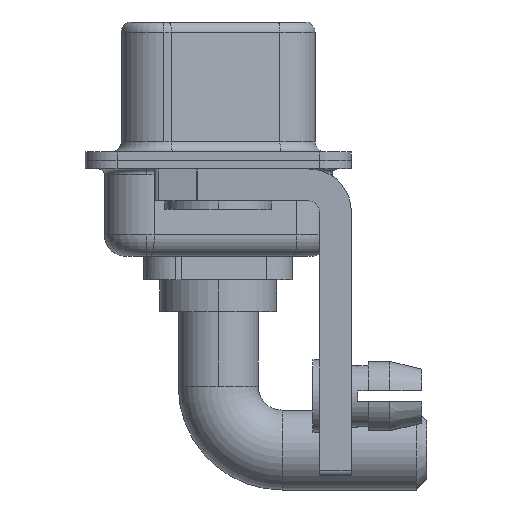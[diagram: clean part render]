
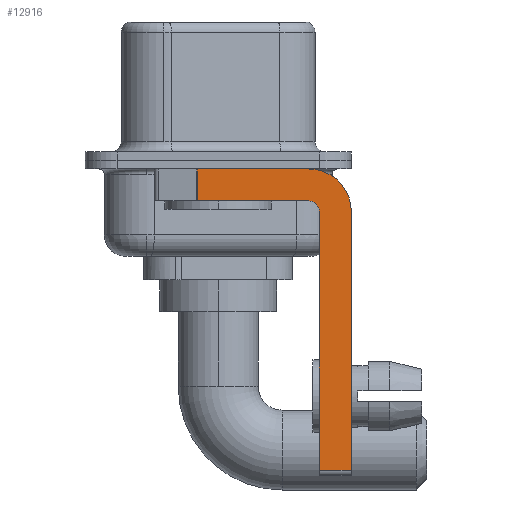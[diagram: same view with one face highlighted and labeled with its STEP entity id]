
A CAD part, left-side view. The second image highlights one B-rep face of the part: STEP entity #12916.
In plain terms, the highlighted planar face has unit normal (-1, 0, 0).
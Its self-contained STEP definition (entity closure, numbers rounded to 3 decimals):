
#176 = VERTEX_POINT ( 'NONE', #4775 ) ;
#243 = VECTOR ( 'NONE', #3644, 1000. ) ;
#321 = DIRECTION ( 'NONE',  ( -1., 0., 0. ) ) ;
#418 = ORIENTED_EDGE ( 'NONE', *, *, #10603, .F. ) ;
#516 = DIRECTION ( 'NONE',  ( 0., 0., -1. ) ) ;
#723 = ORIENTED_EDGE ( 'NONE', *, *, #7102, .F. ) ;
#894 = ORIENTED_EDGE ( 'NONE', *, *, #10810, .F. ) ;
#1622 = DIRECTION ( 'NONE',  ( 0., 1., 0. ) ) ;
#1672 = DIRECTION ( 'NONE',  ( 0., -1., 0. ) ) ;
#2200 = VECTOR ( 'NONE', #1672, 1000. ) ;
#2497 = ORIENTED_EDGE ( 'NONE', *, *, #12412, .F. ) ;
#2716 = DIRECTION ( 'NONE',  ( 0., -1., 0. ) ) ;
#2846 = VERTEX_POINT ( 'NONE', #6358 ) ;
#2877 = CARTESIAN_POINT ( 'NONE',  ( -2.9, -4.75, -14.55 ) ) ;
#3644 = DIRECTION ( 'NONE',  ( 0., 0., -1. ) ) ;
#3901 = EDGE_CURVE ( 'NONE', #15323, #7847, #7645, .T. ) ;
#3965 = ORIENTED_EDGE ( 'NONE', *, *, #8467, .F. ) ;
#4242 = CARTESIAN_POINT ( 'NONE',  ( -2.9, 3., -0.4 ) ) ;
#4329 = CARTESIAN_POINT ( 'NONE',  ( -2.9, -4.25, -1.9 ) ) ;
#4775 = CARTESIAN_POINT ( 'NONE',  ( -2.9, -4.75, -2.4 ) ) ;
#4793 = CARTESIAN_POINT ( 'NONE',  ( -2.9, -4.25, -0.4 ) ) ;
#4997 = CARTESIAN_POINT ( 'NONE',  ( -2.9, 0.978, -1.9 ) ) ;
#5386 = DIRECTION ( 'NONE',  ( 0., 0., -1. ) ) ;
#5457 = VERTEX_POINT ( 'NONE', #2877 ) ;
#5728 = LINE ( 'NONE', #14400, #2200 ) ;
#6059 = CARTESIAN_POINT ( 'NONE',  ( -2.9, -4.25, -2.4 ) ) ;
#6264 = CIRCLE ( 'NONE', #8984, 0.5 ) ;
#6358 = CARTESIAN_POINT ( 'NONE',  ( -2.9, -6.25, -2.4 ) ) ;
#6893 = ORIENTED_EDGE ( 'NONE', *, *, #7158, .T. ) ;
#6906 = ORIENTED_EDGE ( 'NONE', *, *, #7318, .F. ) ;
#7102 = EDGE_CURVE ( 'NONE', #176, #12373, #6264, .T. ) ;
#7158 = EDGE_CURVE ( 'NONE', #5457, #7376, #5728, .T. ) ;
#7318 = EDGE_CURVE ( 'NONE', #15982, #2846, #10620, .T. ) ;
#7376 = VERTEX_POINT ( 'NONE', #11486 ) ;
#7392 = VECTOR ( 'NONE', #11654, 1000. ) ;
#7582 = ORIENTED_EDGE ( 'NONE', *, *, #3901, .T. ) ;
#7645 = LINE ( 'NONE', #4997, #243 ) ;
#7781 = PLANE ( 'NONE',  #13361 ) ;
#7847 = VERTEX_POINT ( 'NONE', #11294 ) ;
#8088 = LINE ( 'NONE', #4329, #15484 ) ;
#8150 = LINE ( 'NONE', #4242, #14924 ) ;
#8214 = DIRECTION ( 'NONE',  ( 0., 0., 1. ) ) ;
#8467 = EDGE_CURVE ( 'NONE', #15323, #15982, #8150, .T. ) ;
#8971 = VECTOR ( 'NONE', #516, 1000. ) ;
#8984 = AXIS2_PLACEMENT_3D ( 'NONE', #13374, #321, #8214 ) ;
#9792 = DIRECTION ( 'NONE',  ( 1., 0., 0. ) ) ;
#9910 = LINE ( 'NONE', #15110, #8971 ) ;
#10400 = CARTESIAN_POINT ( 'NONE',  ( -2.9, -4.25, -2.4 ) ) ;
#10486 = FACE_OUTER_BOUND ( 'NONE', #16480, .T. ) ;
#10603 = EDGE_CURVE ( 'NONE', #12373, #7847, #8088, .T. ) ;
#10620 = CIRCLE ( 'NONE', #11978, 2. ) ;
#10810 = EDGE_CURVE ( 'NONE', #2846, #7376, #9910, .T. ) ;
#11294 = CARTESIAN_POINT ( 'NONE',  ( -2.9, 0.978, -1.9 ) ) ;
#11486 = CARTESIAN_POINT ( 'NONE',  ( -2.9, -6.25, -14.55 ) ) ;
#11654 = DIRECTION ( 'NONE',  ( 0., 0., 1. ) ) ;
#11831 = CARTESIAN_POINT ( 'NONE',  ( -2.9, -4.25, -1.9 ) ) ;
#11978 = AXIS2_PLACEMENT_3D ( 'NONE', #6059, #9792, #14987 ) ;
#12373 = VERTEX_POINT ( 'NONE', #11831 ) ;
#12412 = EDGE_CURVE ( 'NONE', #5457, #176, #12926, .T. ) ;
#12916 = ADVANCED_FACE ( 'NONE', ( #10486 ), #7781, .F. ) ;
#12926 = LINE ( 'NONE', #14301, #7392 ) ;
#13361 = AXIS2_PLACEMENT_3D ( 'NONE', #10400, #15426, #5386 ) ;
#13374 = CARTESIAN_POINT ( 'NONE',  ( -2.9, -4.25, -2.4 ) ) ;
#14301 = CARTESIAN_POINT ( 'NONE',  ( -2.9, -4.75, -14.8 ) ) ;
#14400 = CARTESIAN_POINT ( 'NONE',  ( -2.9, -4.25, -14.55 ) ) ;
#14439 = CARTESIAN_POINT ( 'NONE',  ( -2.9, 0.978, -0.4 ) ) ;
#14924 = VECTOR ( 'NONE', #2716, 1000. ) ;
#14987 = DIRECTION ( 'NONE',  ( 0., 0., -1. ) ) ;
#15110 = CARTESIAN_POINT ( 'NONE',  ( -2.9, -6.25, -2.4 ) ) ;
#15323 = VERTEX_POINT ( 'NONE', #14439 ) ;
#15426 = DIRECTION ( 'NONE',  ( 1., 0., 0. ) ) ;
#15484 = VECTOR ( 'NONE', #1622, 1000. ) ;
#15982 = VERTEX_POINT ( 'NONE', #4793 ) ;
#16480 = EDGE_LOOP ( 'NONE', ( #3965, #7582, #418, #723, #2497, #6893, #894, #6906 ) ) ;
